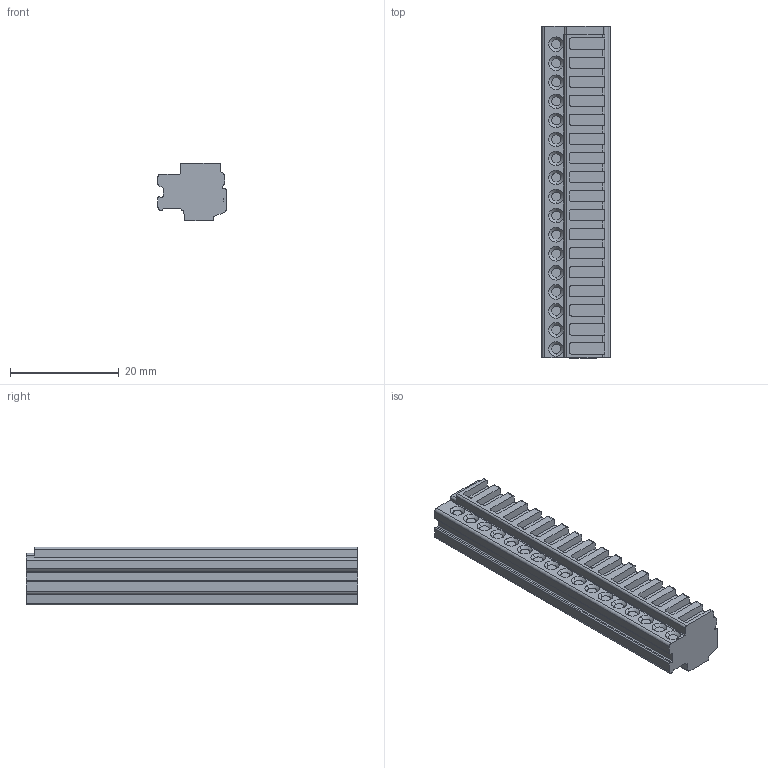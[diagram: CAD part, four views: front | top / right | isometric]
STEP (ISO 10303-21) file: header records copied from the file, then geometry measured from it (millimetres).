
FILE_DESCRIPTION((''),'2;1');
FILE_NAME('RRGG','2024-10-15T11:02:15',('tluser'),(''),'CREO PARAMETRIC BY PTC INC, 2018100','CREO PARAMETRIC BY PTC INC, 2018100','');
FILE_SCHEMA(('CONFIG_CONTROL_DESIGN'));
Length unit declared in the file: millimetre
Products named in the file (1): RRGG
Bounding box: 12.5 x 61 x 10.6 mm (x, y, z)
Volume: 5966.8 mm3; surface area: 3518.5 mm2
Topology: 1 solids, 1 shells, 542 faces, 1433 edges, 944 vertices
Faces by surface type: plane 300, cylinder 174, cone 68
Entity records: 17109 total; most frequent: CARTESIAN_POINT 3209, DIRECTION 2967, ORIENTED_EDGE 2866, EDGE_CURVE 1433, AXIS2_PLACEMENT_3D 1026, VERTEX_POINT 944, VECTOR 915, LINE 915
